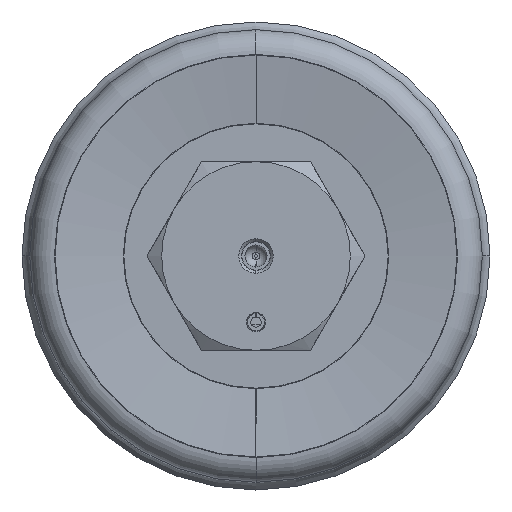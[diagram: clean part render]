
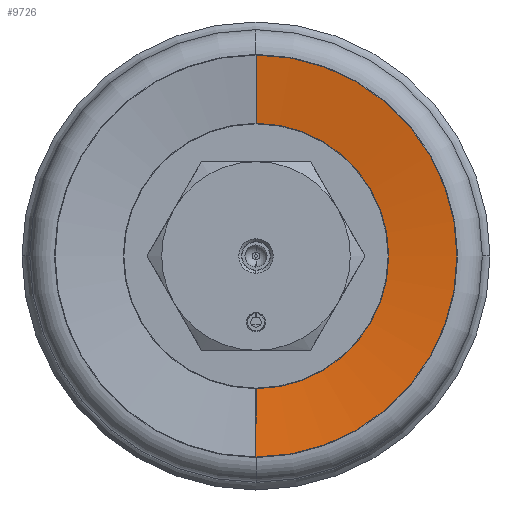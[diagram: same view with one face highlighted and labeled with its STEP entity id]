
A CAD part, left-side view. The second image highlights one B-rep face of the part: STEP entity #9726.
In plain terms, the highlighted conical face has half-angle 82.262 degrees and reference radius 33.814 mm.
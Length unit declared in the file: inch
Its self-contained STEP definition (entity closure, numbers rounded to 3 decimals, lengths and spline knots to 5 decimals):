
#14 = CARTESIAN_POINT ( 'NONE',  ( -0.054, 0., -1.33125 ) ) ;
#233 = DIRECTION ( 'NONE',  ( -1., 0., 0. ) ) ;
#237 = EDGE_LOOP ( 'NONE', ( #14232, #9244, #14745, #10502 ) ) ;
#354 = CARTESIAN_POINT ( 'NONE',  ( -0.054, 0., 0. ) ) ;
#389 = CIRCLE ( 'NONE', #1701, 1.33125 ) ;
#1256 = VECTOR ( 'NONE', #19854, 39.37008 ) ;
#1701 = AXIS2_PLACEMENT_3D ( 'NONE', #20458, #5754, #17188 ) ;
#3113 = DIRECTION ( 'NONE',  ( -0.135, 0., -0.991 ) ) ;
#5463 = VERTEX_POINT ( 'NONE', #14804 ) ;
#5754 = DIRECTION ( 'NONE',  ( -1., 0., 0. ) ) ;
#8664 = DIRECTION ( 'NONE',  ( 0., 0., 1. ) ) ;
#9244 = ORIENTED_EDGE ( 'NONE', *, *, #16579, .T. ) ;
#9726 = ADVANCED_FACE ( 'NONE', ( #15285 ), #15301, .F. ) ;
#10242 = CARTESIAN_POINT ( 'NONE',  ( 0.008, 0., 0. ) ) ;
#10502 = ORIENTED_EDGE ( 'NONE', *, *, #15265, .F. ) ;
#11035 = EDGE_CURVE ( 'NONE', #5463, #13602, #389, .T. ) ;
#11718 = DIRECTION ( 'NONE',  ( -1., 0., 0. ) ) ;
#12042 = DIRECTION ( 'NONE',  ( 0., 0., 1. ) ) ;
#12270 = CARTESIAN_POINT ( 'NONE',  ( 0.008, 0., 0.875 ) ) ;
#13162 = LINE ( 'NONE', #13281, #1256 ) ;
#13281 = CARTESIAN_POINT ( 'NONE',  ( -0.054, 0., 1.33125 ) ) ;
#13602 = VERTEX_POINT ( 'NONE', #21123 ) ;
#13954 = VERTEX_POINT ( 'NONE', #20790 ) ;
#14232 = ORIENTED_EDGE ( 'NONE', *, *, #14465, .F. ) ;
#14465 = EDGE_CURVE ( 'NONE', #13954, #19749, #20051, .T. ) ;
#14745 = ORIENTED_EDGE ( 'NONE', *, *, #11035, .T. ) ;
#14804 = CARTESIAN_POINT ( 'NONE',  ( -0.054, 0., -1.33125 ) ) ;
#15265 = EDGE_CURVE ( 'NONE', #19749, #13602, #13162, .T. ) ;
#15285 = FACE_OUTER_BOUND ( 'NONE', #237, .T. ) ;
#15301 = CONICAL_SURFACE ( 'NONE', #20139, 1.33125, 1.436 ) ;
#16247 = LINE ( 'NONE', #14, #19822 ) ;
#16579 = EDGE_CURVE ( 'NONE', #13954, #5463, #16247, .T. ) ;
#17188 = DIRECTION ( 'NONE',  ( 0., -1., 0. ) ) ;
#18297 = AXIS2_PLACEMENT_3D ( 'NONE', #10242, #11718, #12042 ) ;
#19749 = VERTEX_POINT ( 'NONE', #12270 ) ;
#19822 = VECTOR ( 'NONE', #3113, 39.37008 ) ;
#19854 = DIRECTION ( 'NONE',  ( -0.135, 0., 0.991 ) ) ;
#20051 = CIRCLE ( 'NONE', #18297, 0.875 ) ;
#20139 = AXIS2_PLACEMENT_3D ( 'NONE', #354, #233, #8664 ) ;
#20458 = CARTESIAN_POINT ( 'NONE',  ( -0.054, 0., 0. ) ) ;
#20790 = CARTESIAN_POINT ( 'NONE',  ( 0.008, 0., -0.875 ) ) ;
#21123 = CARTESIAN_POINT ( 'NONE',  ( -0.054, 0., 1.33125 ) ) ;
